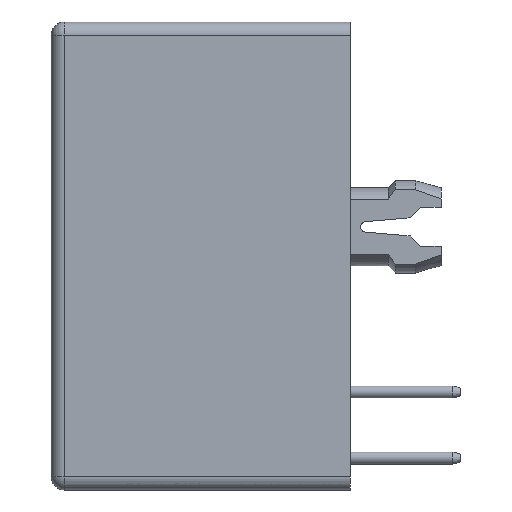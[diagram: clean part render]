
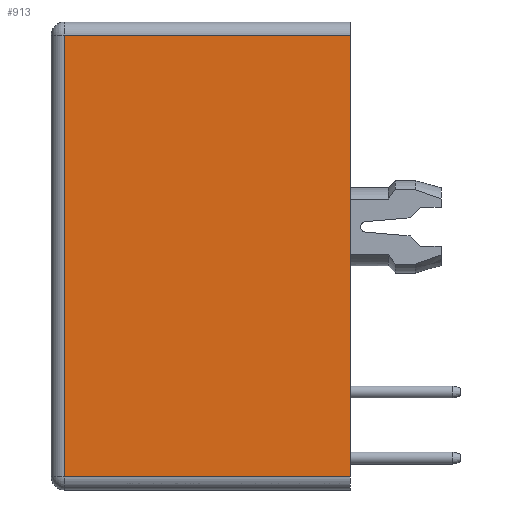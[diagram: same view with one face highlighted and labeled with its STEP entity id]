
A CAD part, left-side view. The second image highlights one B-rep face of the part: STEP entity #913.
In plain terms, the highlighted planar face has unit normal (-1, 0, 0).
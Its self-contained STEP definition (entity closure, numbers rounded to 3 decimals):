
#624 = FACE_OUTER_BOUND ( 'NONE', #1312, .T. ) ;
#752 = EDGE_CURVE ( 'NONE', #2771, #3939, #2949, .T. ) ;
#893 = DIRECTION ( 'NONE',  ( 0., -1., 0. ) ) ;
#913 = ADVANCED_FACE ( 'NONE', ( #624 ), #2074, .F. ) ;
#1166 = CARTESIAN_POINT ( 'NONE',  ( -7.62, 11., -9.62 ) ) ;
#1295 = AXIS2_PLACEMENT_3D ( 'NONE', #3659, #1762, #3682 ) ;
#1312 = EDGE_LOOP ( 'NONE', ( #3166, #1557, #1706, #3685 ) ) ;
#1339 = DIRECTION ( 'NONE',  ( 0., 0., -1. ) ) ;
#1378 = LINE ( 'NONE', #1718, #2981 ) ;
#1417 = LINE ( 'NONE', #2697, #1521 ) ;
#1506 = CARTESIAN_POINT ( 'NONE',  ( -7.62, 11.5, -9.62 ) ) ;
#1521 = VECTOR ( 'NONE', #2654, 1000. ) ;
#1557 = ORIENTED_EDGE ( 'NONE', *, *, #2261, .T. ) ;
#1706 = ORIENTED_EDGE ( 'NONE', *, *, #1768, .T. ) ;
#1718 = CARTESIAN_POINT ( 'NONE',  ( -7.62, 11.5, 7.38 ) ) ;
#1762 = DIRECTION ( 'NONE',  ( 1., 0., 0. ) ) ;
#1768 = EDGE_CURVE ( 'NONE', #2803, #2263, #1417, .T. ) ;
#1795 = EDGE_CURVE ( 'NONE', #2263, #2771, #1378, .T. ) ;
#1877 = CARTESIAN_POINT ( 'NONE',  ( -7.62, 11., 7.38 ) ) ;
#2074 = PLANE ( 'NONE',  #1295 ) ;
#2105 = CARTESIAN_POINT ( 'NONE',  ( -7.62, 0., 7.38 ) ) ;
#2261 = EDGE_CURVE ( 'NONE', #3939, #2803, #2484, .T. ) ;
#2263 = VERTEX_POINT ( 'NONE', #2105 ) ;
#2380 = DIRECTION ( 'NONE',  ( 0., 1., 0. ) ) ;
#2484 = LINE ( 'NONE', #1506, #4026 ) ;
#2637 = CARTESIAN_POINT ( 'NONE',  ( -7.62, 11., 7.88 ) ) ;
#2654 = DIRECTION ( 'NONE',  ( 0., 0., 1. ) ) ;
#2697 = CARTESIAN_POINT ( 'NONE',  ( -7.62, 0., 7.88 ) ) ;
#2727 = VECTOR ( 'NONE', #1339, 1000. ) ;
#2771 = VERTEX_POINT ( 'NONE', #1877 ) ;
#2803 = VERTEX_POINT ( 'NONE', #3483 ) ;
#2949 = LINE ( 'NONE', #2637, #2727 ) ;
#2981 = VECTOR ( 'NONE', #2380, 1000. ) ;
#3166 = ORIENTED_EDGE ( 'NONE', *, *, #752, .T. ) ;
#3483 = CARTESIAN_POINT ( 'NONE',  ( -7.62, 0., -9.62 ) ) ;
#3659 = CARTESIAN_POINT ( 'NONE',  ( -7.62, 11.5, 7.88 ) ) ;
#3682 = DIRECTION ( 'NONE',  ( 0., 0., -1. ) ) ;
#3685 = ORIENTED_EDGE ( 'NONE', *, *, #1795, .T. ) ;
#3939 = VERTEX_POINT ( 'NONE', #1166 ) ;
#4026 = VECTOR ( 'NONE', #893, 1000. ) ;
